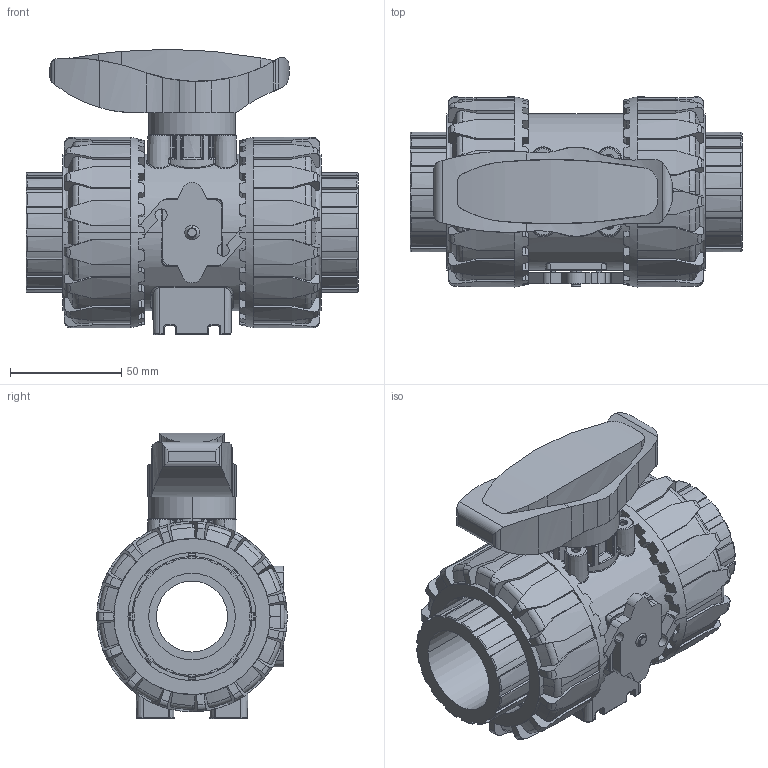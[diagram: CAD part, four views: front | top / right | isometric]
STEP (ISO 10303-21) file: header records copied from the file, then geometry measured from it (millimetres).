
FILE_DESCRIPTION(('STEP AP214'),'1');
FILE_NAME('vkdfm114f.stp','2017-09-28T13:38:46',('TraceParts'),('TraceParts S.A.'),'Spatial InterOp 3D',' ',' ');
FILE_SCHEMA(('automotive_design'));
Length unit declared in the file: millimetre
Products named in the file (7): vkdfm114f_1; vkdfm114f_2; vkdfm114f_3; vkdfm114f_4; vkdfm114f_5; vkdfm114f_6; vkdfm114f_7
Bounding box: 149.5 x 85.7 x 128.52 mm (x, y, z)
Volume: 616977.4 mm3; surface area: 138051.2 mm2
Topology: 7 solids, 7 shells, 1918 faces, 5164 edges, 3216 vertices
Faces by surface type: cylinder 731, plane 687, bspline 170, torus 158, cone 88, sphere 84
Entity records: 95281 total; most frequent: CARTESIAN_POINT 31841, DIRECTION 10484, ORIENTED_EDGE 10184, EDGE_CURVE 5092, AXIS2_PLACEMENT_3D 4260, VERTEX_POINT 3216, LINE 1964, VECTOR 1964
